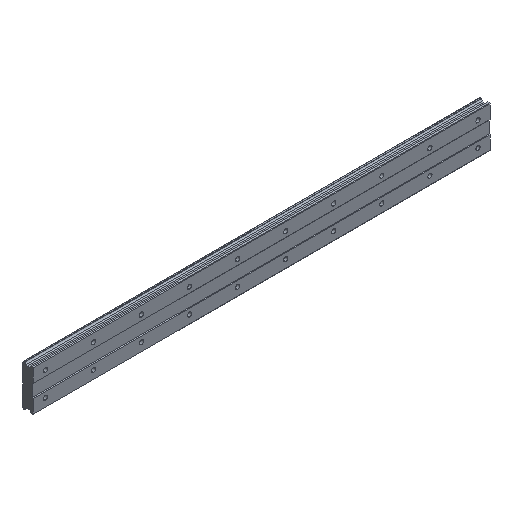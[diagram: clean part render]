
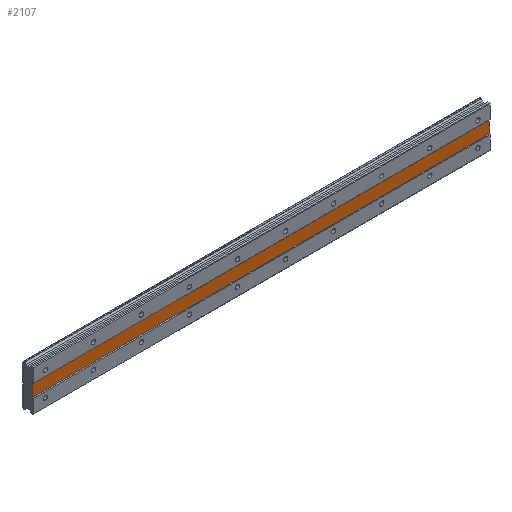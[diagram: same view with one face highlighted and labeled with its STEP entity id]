
A CAD part, isometric view. The second image highlights one B-rep face of the part: STEP entity #2107.
In plain terms, the highlighted planar face has unit normal (0, -1, 0).
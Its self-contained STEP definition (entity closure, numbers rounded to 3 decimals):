
#114 = CARTESIAN_POINT ( 'NONE',  ( 740., 1., -10. ) ) ;
#365 = CARTESIAN_POINT ( 'NONE',  ( -20., 1., 34.482 ) ) ;
#367 = DIRECTION ( 'NONE',  ( 1., 0., 0. ) ) ;
#391 = VERTEX_POINT ( 'NONE', #2257 ) ;
#611 = AXIS2_PLACEMENT_3D ( 'NONE', #1890, #2484, #1145 ) ;
#663 = VECTOR ( 'NONE', #2864, 1000. ) ;
#727 = DIRECTION ( 'NONE',  ( 0., 0., -1. ) ) ;
#1090 = DIRECTION ( 'NONE',  ( 1., 0., 0. ) ) ;
#1145 = DIRECTION ( 'NONE',  ( 0., 0., 1. ) ) ;
#1165 = PLANE ( 'NONE',  #611 ) ;
#1333 = EDGE_CURVE ( 'NONE', #4112, #1358, #3702, .T. ) ;
#1358 = VERTEX_POINT ( 'NONE', #3133 ) ;
#1464 = LINE ( 'NONE', #114, #3904 ) ;
#1519 = EDGE_CURVE ( 'NONE', #391, #1358, #1464, .T. ) ;
#1608 = ORIENTED_EDGE ( 'NONE', *, *, #1519, .T. ) ;
#1661 = VECTOR ( 'NONE', #727, 1000. ) ;
#1890 = CARTESIAN_POINT ( 'NONE',  ( 740., 1., 10. ) ) ;
#2048 = VERTEX_POINT ( 'NONE', #3734 ) ;
#2071 = VECTOR ( 'NONE', #367, 1000. ) ;
#2107 = ADVANCED_FACE ( 'NONE', ( #3413 ), #1165, .F. ) ;
#2257 = CARTESIAN_POINT ( 'NONE',  ( -20., 1., -10. ) ) ;
#2293 = EDGE_CURVE ( 'NONE', #2048, #391, #3245, .T. ) ;
#2322 = CARTESIAN_POINT ( 'NONE',  ( 740., 1., 10. ) ) ;
#2484 = DIRECTION ( 'NONE',  ( 0., 1., 0. ) ) ;
#2808 = ORIENTED_EDGE ( 'NONE', *, *, #3119, .F. ) ;
#2864 = DIRECTION ( 'NONE',  ( 0., 0., -1. ) ) ;
#2983 = EDGE_LOOP ( 'NONE', ( #1608, #3078, #2808, #3998 ) ) ;
#3078 = ORIENTED_EDGE ( 'NONE', *, *, #1333, .F. ) ;
#3119 = EDGE_CURVE ( 'NONE', #2048, #4112, #3304, .T. ) ;
#3133 = CARTESIAN_POINT ( 'NONE',  ( 740., 1., -10. ) ) ;
#3245 = LINE ( 'NONE', #365, #663 ) ;
#3304 = LINE ( 'NONE', #2322, #2071 ) ;
#3413 = FACE_OUTER_BOUND ( 'NONE', #2983, .T. ) ;
#3702 = LINE ( 'NONE', #3948, #1661 ) ;
#3734 = CARTESIAN_POINT ( 'NONE',  ( -20., 1., 10. ) ) ;
#3742 = CARTESIAN_POINT ( 'NONE',  ( 740., 1., 10. ) ) ;
#3904 = VECTOR ( 'NONE', #1090, 1000. ) ;
#3948 = CARTESIAN_POINT ( 'NONE',  ( 740., 1., 34.482 ) ) ;
#3998 = ORIENTED_EDGE ( 'NONE', *, *, #2293, .T. ) ;
#4112 = VERTEX_POINT ( 'NONE', #3742 ) ;
